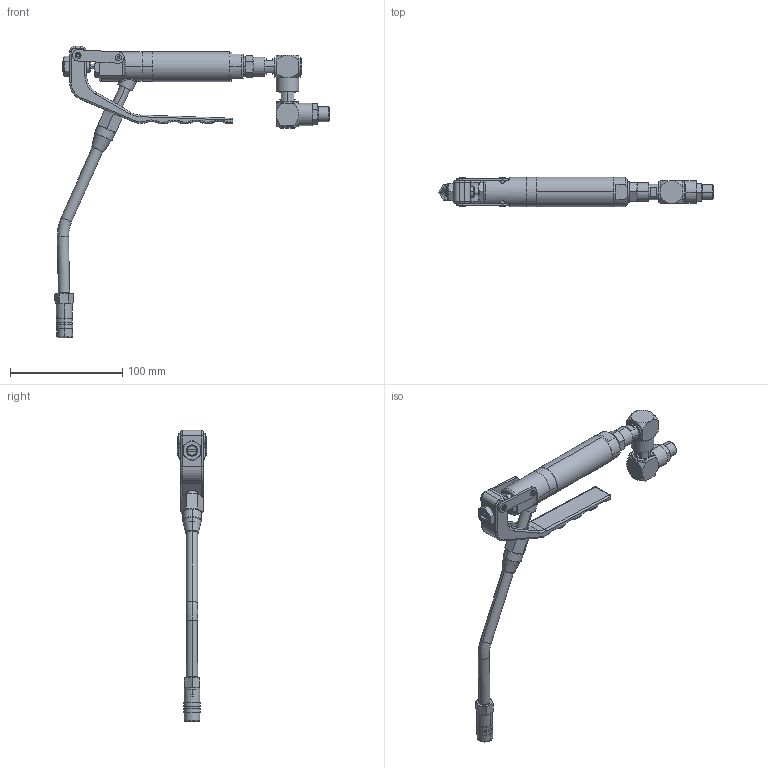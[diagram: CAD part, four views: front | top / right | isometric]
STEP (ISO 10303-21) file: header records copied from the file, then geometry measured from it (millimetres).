
FILE_DESCRIPTION((''),'2;1');
FILE_NAME('48510-00_ASM','2025-11-20T15:50:44',('julian.egg'),(''),'CREO PARAMETRIC BY PTC INC, 2025323','CREO PARAMETRIC BY PTC INC, 2025323','');
FILE_SCHEMA(('CONFIG_CONTROL_DESIGN'));
Length unit declared in the file: millimetre
Products named in the file (41): 48216-01; 48208-00; 48210-00; 48209-00; 48201-00; D5401_6_5M-ST-KL3; 48211-00; 48214-00; 48203-01; 48213-00; E24035M10D5-VERZ; 48217-00; 48215-00_GENIETET; 80365-00; 48501-01; AXDRF2_2X10X45; METRISCH9X1_5NBR75; METRISCH5X2_5_NITRIL75SH; METRISCH18X1_5_NITRIL75SH; 48500-00_ASM; 35411-00; 35418-00; AS568A9_25X1_78-NBR75; 35419-00_ASM; 36523-00; 000-03261; 36525-00; 36601-00; 36502-00; SMS1586D8_1X1_6-NBR90; 000-02462_ASM; 81492-00-L08_8; 36590-00_ASM; 35498-00_ASM; 48248-00; 48249-00; METRISCH10X2_NBR70; 10_D6799; 22580-00; 48243-00_ASM ...
Assembly tree (51 placements, depth 5):
  48510-00_ASM
    48500-00_ASM
      48216-01
      48208-00
      48210-00
      48209-00
      48201-00
      D5401_6_5M-ST-KL3
      48211-00
      48214-00
      48203-01
      48213-00  x2
      E24035M10D5-VERZ
      48217-00
      48215-00_GENIETET  x2
      80365-00
      48501-01
      AXDRF2_2X10X45
      METRISCH9X1_5NBR75
      METRISCH5X2_5_NITRIL75SH
      METRISCH18X1_5_NITRIL75SH
    35498-00_ASM
      35411-00
      35419-00_ASM
        35418-00
        AS568A9_25X1_78-NBR75
      36590-00_ASM
        36523-00
        000-03261
        36525-00
        000-02462_ASM
          36601-00
          36502-00
          SMS1586D8_1X1_6-NBR90
        81492-00-L08_8
      AS568A9_25X1_78-NBR75
    48243-00_ASM
      48248-00  x2
      48249-00  x2
      METRISCH10X2_NBR70  x4
      10_D6799  x4
      22580-00
Bounding box: 244.05 x 26.67 x 259.24 mm (x, y, z)
Volume: 151173.8 mm3; surface area: 93168.6 mm2
Topology: 45 solids, 70 shells, 1181 faces, 2678 edges, 1632 vertices
Faces by surface type: cylinder 451, plane 289, cone 221, torus 186, bspline 26, sphere 8
Entity records: 36684 total; most frequent: CARTESIAN_POINT 13778, DIRECTION 5258, ORIENTED_EDGE 4192, AXIS2_PLACEMENT_3D 2286, EDGE_CURVE 2148, VERTEX_POINT 1309, CIRCLE 1187, EDGE_LOOP 1069
